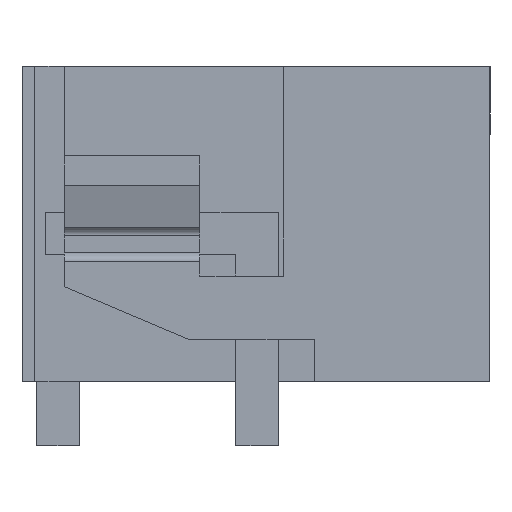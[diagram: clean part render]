
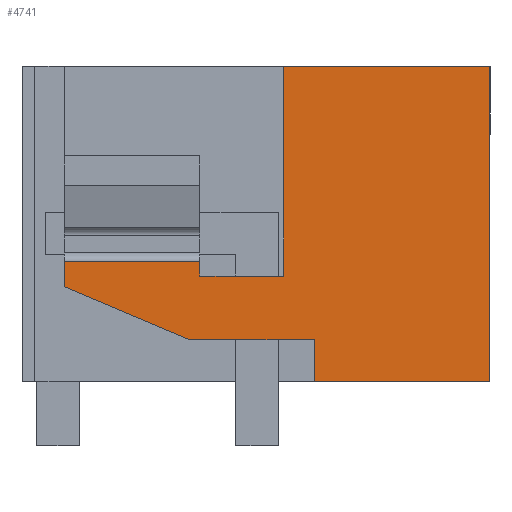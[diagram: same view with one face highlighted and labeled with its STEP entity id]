
A CAD part, left-side view. The second image highlights one B-rep face of the part: STEP entity #4741.
In plain terms, the highlighted planar face has unit normal (-1, 0, 0).
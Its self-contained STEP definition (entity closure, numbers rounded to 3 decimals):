
#4683=AXIS2_PLACEMENT_3D('Plane Axis2P3D',#4680,#4681,#4682) ;
#2171=CARTESIAN_POINT('Vertex',(0.,4.875,8.95)) ;
#2174=CARTESIAN_POINT('Line Origine',(0.,2.438,8.95)) ;
#2178=CARTESIAN_POINT('Vertex',(0.,0.,8.95)) ;
#2897=CARTESIAN_POINT('Vertex',(0.,0.,1.5)) ;
#2900=CARTESIAN_POINT('Line Origine',(0.,2.075,1.5)) ;
#2904=CARTESIAN_POINT('Vertex',(0.,4.15,1.5)) ;
#4471=CARTESIAN_POINT('Vertex',(0.,10.05,3.75)) ;
#4474=CARTESIAN_POINT('Line Origine',(0.,10.05,4.05)) ;
#4478=CARTESIAN_POINT('Vertex',(0.,10.05,4.35)) ;
#4665=CARTESIAN_POINT('Vertex',(0.,4.875,4.)) ;
#4668=CARTESIAN_POINT('Line Origine',(0.,4.875,6.475)) ;
#4680=CARTESIAN_POINT('Axis2P3D Location',(0.,11.05,-1.7)) ;
#4685=CARTESIAN_POINT('Line Origine',(0.,0.,5.225)) ;
#4690=CARTESIAN_POINT('Line Origine',(0.,5.863,4.)) ;
#4694=CARTESIAN_POINT('Vertex',(0.,6.85,4.)) ;
#4697=CARTESIAN_POINT('Line Origine',(0.,6.85,4.175)) ;
#4701=CARTESIAN_POINT('Vertex',(0.,6.85,4.35)) ;
#4704=CARTESIAN_POINT('Line Origine',(0.,8.45,4.35)) ;
#4709=CARTESIAN_POINT('Line Origine',(0.,8.571,3.123)) ;
#4713=CARTESIAN_POINT('Vertex',(0.,7.092,2.497)) ;
#4716=CARTESIAN_POINT('Line Origine',(0.,5.621,2.497)) ;
#4720=CARTESIAN_POINT('Vertex',(0.,4.15,2.497)) ;
#4723=CARTESIAN_POINT('Line Origine',(0.,4.15,1.998)) ;
#2175=DIRECTION('Vector Direction',(0.,-1.,0.)) ;
#2901=DIRECTION('Vector Direction',(0.,1.,0.)) ;
#4475=DIRECTION('Vector Direction',(0.,0.,-1.)) ;
#4669=DIRECTION('Vector Direction',(0.,0.,1.)) ;
#4681=DIRECTION('Axis2P3D Direction',(-1.,0.,0.)) ;
#4682=DIRECTION('Axis2P3D XDirection',(0.,-1.,0.)) ;
#4686=DIRECTION('Vector Direction',(0.,0.,-1.)) ;
#4691=DIRECTION('Vector Direction',(0.,1.,0.)) ;
#4698=DIRECTION('Vector Direction',(0.,0.,1.)) ;
#4705=DIRECTION('Vector Direction',(0.,-1.,0.)) ;
#4710=DIRECTION('Vector Direction',(0.,0.921,0.39)) ;
#4717=DIRECTION('Vector Direction',(0.,-1.,0.)) ;
#4724=DIRECTION('Vector Direction',(0.,0.,-1.)) ;
#2176=VECTOR('Line Direction',#2175,1.) ;
#2902=VECTOR('Line Direction',#2901,1.) ;
#4476=VECTOR('Line Direction',#4475,1.) ;
#4670=VECTOR('Line Direction',#4669,1.) ;
#4687=VECTOR('Line Direction',#4686,1.) ;
#4692=VECTOR('Line Direction',#4691,1.) ;
#4699=VECTOR('Line Direction',#4698,1.) ;
#4706=VECTOR('Line Direction',#4705,1.) ;
#4711=VECTOR('Line Direction',#4710,1.) ;
#4718=VECTOR('Line Direction',#4717,1.) ;
#4725=VECTOR('Line Direction',#4724,1.) ;
#4729=ORIENTED_EDGE('',*,*,#2906,.T.) ;
#4730=ORIENTED_EDGE('',*,*,#4689,.T.) ;
#4731=ORIENTED_EDGE('',*,*,#2180,.T.) ;
#4732=ORIENTED_EDGE('',*,*,#4672,.T.) ;
#4733=ORIENTED_EDGE('',*,*,#4696,.T.) ;
#4734=ORIENTED_EDGE('',*,*,#4703,.T.) ;
#4735=ORIENTED_EDGE('',*,*,#4708,.F.) ;
#4736=ORIENTED_EDGE('',*,*,#4480,.T.) ;
#4737=ORIENTED_EDGE('',*,*,#4715,.T.) ;
#4738=ORIENTED_EDGE('',*,*,#4722,.T.) ;
#4739=ORIENTED_EDGE('',*,*,#4727,.T.) ;
#4741=ADVANCED_FACE('HOUSING',(#4740),#4684,.T.) ;
#2180=EDGE_CURVE('',#2179,#2172,#2177,.F.) ;
#2906=EDGE_CURVE('',#2905,#2898,#2903,.F.) ;
#4480=EDGE_CURVE('',#4479,#4472,#4477,.T.) ;
#4672=EDGE_CURVE('',#2172,#4666,#4671,.F.) ;
#4689=EDGE_CURVE('',#2898,#2179,#4688,.F.) ;
#4696=EDGE_CURVE('',#4666,#4695,#4693,.T.) ;
#4703=EDGE_CURVE('',#4695,#4702,#4700,.T.) ;
#4708=EDGE_CURVE('',#4479,#4702,#4707,.T.) ;
#4715=EDGE_CURVE('',#4472,#4714,#4712,.F.) ;
#4722=EDGE_CURVE('',#4714,#4721,#4719,.T.) ;
#4727=EDGE_CURVE('',#4721,#2905,#4726,.T.) ;
#4728=EDGE_LOOP('',(#4729,#4730,#4731,#4732,#4733,#4734,#4735,#4736,#4737,#4738,#4739)) ;
#4740=FACE_OUTER_BOUND('',#4728,.T.) ;
#2177=LINE('Line',#2174,#2176) ;
#2903=LINE('Line',#2900,#2902) ;
#4477=LINE('Line',#4474,#4476) ;
#4671=LINE('Line',#4668,#4670) ;
#4688=LINE('Line',#4685,#4687) ;
#4693=LINE('Line',#4690,#4692) ;
#4700=LINE('Line',#4697,#4699) ;
#4707=LINE('Line',#4704,#4706) ;
#4712=LINE('Line',#4709,#4711) ;
#4719=LINE('Line',#4716,#4718) ;
#4726=LINE('Line',#4723,#4725) ;
#4684=PLANE('',#4683) ;
#2172=VERTEX_POINT('',#2171) ;
#2179=VERTEX_POINT('',#2178) ;
#2898=VERTEX_POINT('',#2897) ;
#2905=VERTEX_POINT('',#2904) ;
#4472=VERTEX_POINT('',#4471) ;
#4479=VERTEX_POINT('',#4478) ;
#4666=VERTEX_POINT('',#4665) ;
#4695=VERTEX_POINT('',#4694) ;
#4702=VERTEX_POINT('',#4701) ;
#4714=VERTEX_POINT('',#4713) ;
#4721=VERTEX_POINT('',#4720) ;
